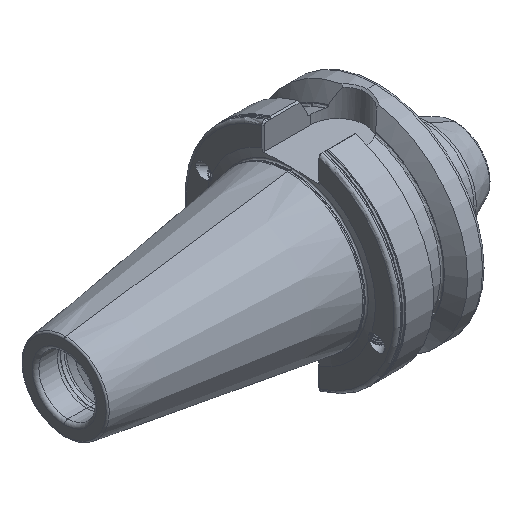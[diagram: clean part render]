
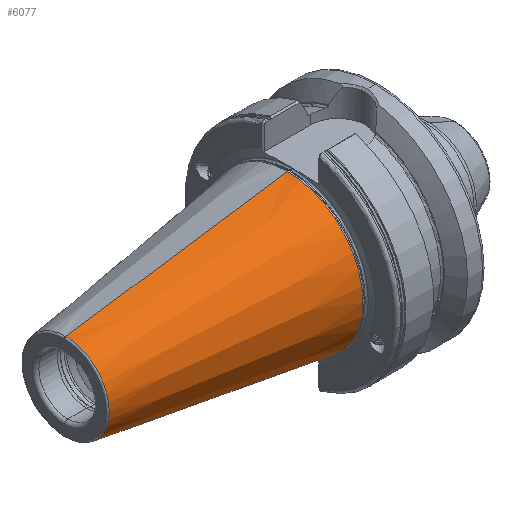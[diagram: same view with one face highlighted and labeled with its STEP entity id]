
A CAD part, isometric view. The second image highlights one B-rep face of the part: STEP entity #6077.
In plain terms, the highlighted conical face has half-angle 8.297 degrees and reference radius 22.24 mm.
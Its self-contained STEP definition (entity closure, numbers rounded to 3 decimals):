
#303 = CARTESIAN_POINT ( 'NONE',  ( -65.972, 0., 12.75 ) ) ;
#353 = CARTESIAN_POINT ( 'NONE',  ( -0.9, 0., 22.24 ) ) ;
#368 = CARTESIAN_POINT ( 'NONE',  ( -0.9, 0., -22.24 ) ) ;
#388 = CARTESIAN_POINT ( 'NONE',  ( -65.972, 0., -12.75 ) ) ;
#460 = DIRECTION ( 'NONE',  ( 0.99, 0., 0.144 ) ) ;
#482 = CARTESIAN_POINT ( 'NONE',  ( -0.9, 0., 22.24 ) ) ;
#1184 = VERTEX_POINT ( 'NONE', #303 ) ;
#1250 = VERTEX_POINT ( 'NONE', #368 ) ;
#1254 = VERTEX_POINT ( 'NONE', #388 ) ;
#1256 = VERTEX_POINT ( 'NONE', #353 ) ;
#1915 = EDGE_CURVE ( 'NONE', #1184, #1256, #4601, .T. ) ;
#1976 = EDGE_CURVE ( 'NONE', #1254, #1250, #4648, .T. ) ;
#3544 = AXIS2_PLACEMENT_3D ( 'NONE', #17533, #17550, #17542 ) ;
#3564 = AXIS2_PLACEMENT_3D ( 'NONE', #17372, #17378, #17351 ) ;
#3650 = EDGE_CURVE ( 'NONE', #1256, #1250, #4754, .T. ) ;
#3677 = EDGE_CURVE ( 'NONE', #1184, #1254, #4749, .T. ) ;
#3911 = FACE_OUTER_BOUND ( 'NONE', #23270, .T. ) ;
#3928 = CONICAL_SURFACE ( 'NONE', #9276, 22.24, 0.145 ) ;
#4601 = LINE ( 'NONE', #482, #4604 ) ;
#4604 = VECTOR ( 'NONE', #460, 1000. ) ;
#4639 = VECTOR ( 'NONE', #16713, 1000. ) ;
#4648 = LINE ( 'NONE', #16676, #4639 ) ;
#4749 = CIRCLE ( 'NONE', #3544, 12.75 ) ;
#4754 = CIRCLE ( 'NONE', #3564, 22.24 ) ;
#6077 = ADVANCED_FACE ( 'NONE', ( #3911 ), #3928, .T. ) ;
#7569 = CARTESIAN_POINT ( 'NONE',  ( -0.9, 0., 0. ) ) ;
#7582 = DIRECTION ( 'NONE',  ( 1., 0., 0. ) ) ;
#7591 = DIRECTION ( 'NONE',  ( 0., 0., -1. ) ) ;
#9276 = AXIS2_PLACEMENT_3D ( 'NONE', #7569, #7582, #7591 ) ;
#14697 = ORIENTED_EDGE ( 'NONE', *, *, #1976, .T. ) ;
#14727 = ORIENTED_EDGE ( 'NONE', *, *, #3650, .F. ) ;
#16676 = CARTESIAN_POINT ( 'NONE',  ( -0.9, 0., -22.24 ) ) ;
#16713 = DIRECTION ( 'NONE',  ( 0.99, 0., -0.144 ) ) ;
#17351 = DIRECTION ( 'NONE',  ( 0., 0., -1. ) ) ;
#17372 = CARTESIAN_POINT ( 'NONE',  ( -0.9, 0., 0. ) ) ;
#17378 = DIRECTION ( 'NONE',  ( 1., 0., 0. ) ) ;
#17533 = CARTESIAN_POINT ( 'NONE',  ( -65.972, 0., 0. ) ) ;
#17542 = DIRECTION ( 'NONE',  ( 0., 0., -1. ) ) ;
#17550 = DIRECTION ( 'NONE',  ( 1., 0., 0. ) ) ;
#21600 = ORIENTED_EDGE ( 'NONE', *, *, #3677, .T. ) ;
#21606 = ORIENTED_EDGE ( 'NONE', *, *, #1915, .F. ) ;
#23270 = EDGE_LOOP ( 'NONE', ( #21606, #21600, #14697, #14727 ) ) ;
